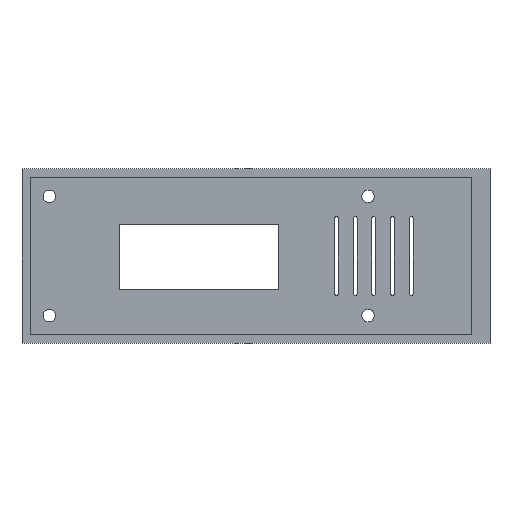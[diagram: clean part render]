
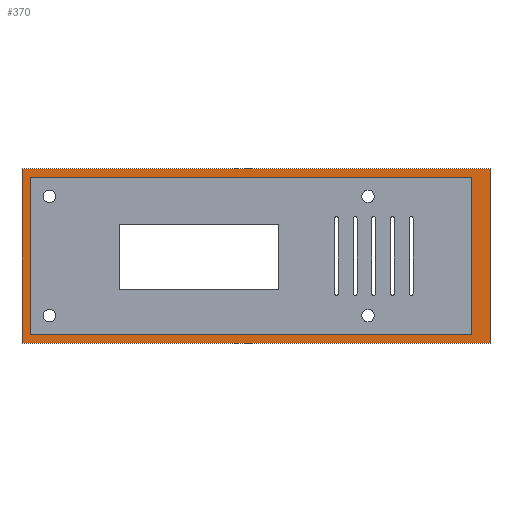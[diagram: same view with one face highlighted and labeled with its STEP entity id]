
A CAD part, top view. The second image highlights one B-rep face of the part: STEP entity #370.
In plain terms, the highlighted planar face has unit normal (0, 0, 1).
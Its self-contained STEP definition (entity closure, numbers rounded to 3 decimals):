
#32 = VERTEX_POINT('',#33);
#33 = CARTESIAN_POINT('',(-2.5,32.5,1.));
#39 = EDGE_CURVE('',#32,#40,#42,.T.);
#40 = VERTEX_POINT('',#41);
#41 = CARTESIAN_POINT('',(-2.5,-2.5,1.));
#42 = LINE('',#43,#44);
#43 = CARTESIAN_POINT('',(-2.5,32.5,1.));
#44 = VECTOR('',#45,1.);
#45 = DIRECTION('',(0.,-1.,0.));
#352 = EDGE_CURVE('',#40,#353,#355,.T.);
#353 = VERTEX_POINT('',#354);
#354 = CARTESIAN_POINT('',(91.5,-2.5,1.));
#355 = LINE('',#356,#357);
#356 = CARTESIAN_POINT('',(-2.5,-2.5,1.));
#357 = VECTOR('',#358,1.);
#358 = DIRECTION('',(1.,0.,0.));
#370 = ADVANCED_FACE('',(#371,#389),#423,.T.);
#371 = FACE_BOUND('',#372,.T.);
#372 = EDGE_LOOP('',(#373,#374,#382,#388));
#373 = ORIENTED_EDGE('',*,*,#352,.T.);
#374 = ORIENTED_EDGE('',*,*,#375,.T.);
#375 = EDGE_CURVE('',#353,#376,#378,.T.);
#376 = VERTEX_POINT('',#377);
#377 = CARTESIAN_POINT('',(91.5,32.5,1.));
#378 = LINE('',#379,#380);
#379 = CARTESIAN_POINT('',(91.5,-2.5,1.));
#380 = VECTOR('',#381,1.);
#381 = DIRECTION('',(0.,1.,0.));
#382 = ORIENTED_EDGE('',*,*,#383,.F.);
#383 = EDGE_CURVE('',#32,#376,#384,.T.);
#384 = LINE('',#385,#386);
#385 = CARTESIAN_POINT('',(-2.5,32.5,1.));
#386 = VECTOR('',#387,1.);
#387 = DIRECTION('',(1.,0.,0.));
#388 = ORIENTED_EDGE('',*,*,#39,.T.);
#389 = FACE_BOUND('',#390,.F.);
#390 = EDGE_LOOP('',(#391,#401,#409,#417));
#391 = ORIENTED_EDGE('',*,*,#392,.T.);
#392 = EDGE_CURVE('',#393,#395,#397,.T.);
#393 = VERTEX_POINT('',#394);
#394 = CARTESIAN_POINT('',(-0.8,30.8,1.));
#395 = VERTEX_POINT('',#396);
#396 = CARTESIAN_POINT('',(-0.8,-0.8,1.));
#397 = LINE('',#398,#399);
#398 = CARTESIAN_POINT('',(-0.8,30.8,1.));
#399 = VECTOR('',#400,1.);
#400 = DIRECTION('',(0.,-1.,0.));
#401 = ORIENTED_EDGE('',*,*,#402,.T.);
#402 = EDGE_CURVE('',#395,#403,#405,.T.);
#403 = VERTEX_POINT('',#404);
#404 = CARTESIAN_POINT('',(87.8,-0.8,1.));
#405 = LINE('',#406,#407);
#406 = CARTESIAN_POINT('',(-0.8,-0.8,1.));
#407 = VECTOR('',#408,1.);
#408 = DIRECTION('',(1.,0.,0.));
#409 = ORIENTED_EDGE('',*,*,#410,.T.);
#410 = EDGE_CURVE('',#403,#411,#413,.T.);
#411 = VERTEX_POINT('',#412);
#412 = CARTESIAN_POINT('',(87.8,30.8,1.));
#413 = LINE('',#414,#415);
#414 = CARTESIAN_POINT('',(87.8,-0.8,1.));
#415 = VECTOR('',#416,1.);
#416 = DIRECTION('',(0.,1.,0.));
#417 = ORIENTED_EDGE('',*,*,#418,.T.);
#418 = EDGE_CURVE('',#411,#393,#419,.T.);
#419 = LINE('',#420,#421);
#420 = CARTESIAN_POINT('',(87.8,30.8,1.));
#421 = VECTOR('',#422,1.);
#422 = DIRECTION('',(-1.,0.,0.));
#423 = PLANE('',#424);
#424 = AXIS2_PLACEMENT_3D('',#425,#426,#427);
#425 = CARTESIAN_POINT('',(44.018,15.,1.));
#426 = DIRECTION('',(0.,0.,1.));
#427 = DIRECTION('',(1.,0.,0.));
